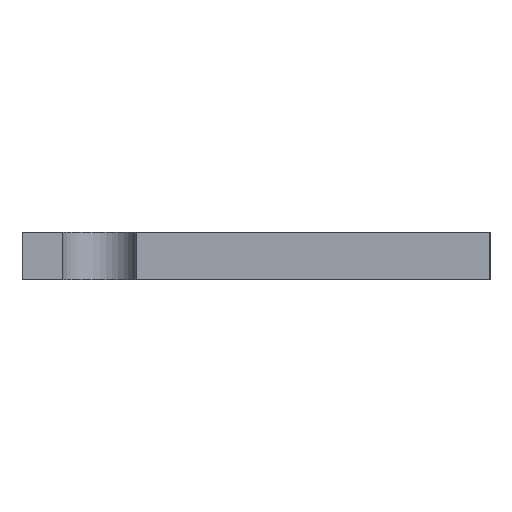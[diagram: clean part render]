
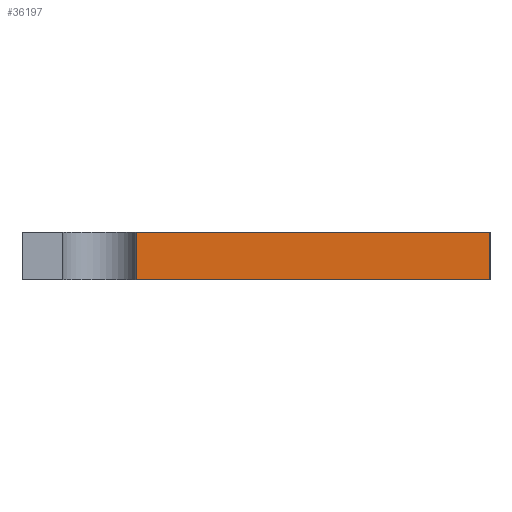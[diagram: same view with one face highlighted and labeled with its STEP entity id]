
A CAD part, left-side view. The second image highlights one B-rep face of the part: STEP entity #36197.
In plain terms, the highlighted planar face has unit normal (-1, 0, 0).
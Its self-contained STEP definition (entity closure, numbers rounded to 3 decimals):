
#2877 = DIRECTION ( 'NONE',  ( 0., 0., -1. ) ) ;
#4588 = CARTESIAN_POINT ( 'NONE',  ( 0.1, 21.811, 2.9 ) ) ;
#7012 = VECTOR ( 'NONE', #15603, 1000. ) ;
#8348 = DIRECTION ( 'NONE',  ( 1., 0., 0. ) ) ;
#9972 = VECTOR ( 'NONE', #32914, 1000. ) ;
#10899 = EDGE_LOOP ( 'NONE', ( #38433, #19652, #16163, #28668 ) ) ;
#12016 = CARTESIAN_POINT ( 'NONE',  ( 0.1, 21.811, 0. ) ) ;
#12499 = CARTESIAN_POINT ( 'NONE',  ( 0.1, 21.811, 2.9 ) ) ;
#12651 = VECTOR ( 'NONE', #29410, 1000. ) ;
#14913 = CARTESIAN_POINT ( 'NONE',  ( 0.1, 0.1, 2.9 ) ) ;
#15603 = DIRECTION ( 'NONE',  ( 0., -1., 0. ) ) ;
#16163 = ORIENTED_EDGE ( 'NONE', *, *, #26018, .F. ) ;
#17086 = CARTESIAN_POINT ( 'NONE',  ( 0.1, 21.811, 2.9 ) ) ;
#18087 = VERTEX_POINT ( 'NONE', #21368 ) ;
#19652 = ORIENTED_EDGE ( 'NONE', *, *, #23256, .F. ) ;
#20354 = VECTOR ( 'NONE', #2877, 1000. ) ;
#20466 = FACE_OUTER_BOUND ( 'NONE', #10899, .T. ) ;
#21368 = CARTESIAN_POINT ( 'NONE',  ( 0.1, 21.811, 2.9 ) ) ;
#22288 = CARTESIAN_POINT ( 'NONE',  ( 0.1, 0.1, 0. ) ) ;
#22356 = EDGE_CURVE ( 'NONE', #33175, #35216, #24429, .T. ) ;
#22493 = LINE ( 'NONE', #12499, #7012 ) ;
#23256 = EDGE_CURVE ( 'NONE', #35212, #35216, #27110, .T. ) ;
#23485 = DIRECTION ( 'NONE',  ( 0., 1., 0. ) ) ;
#23513 = AXIS2_PLACEMENT_3D ( 'NONE', #17086, #8348, #23485 ) ;
#24101 = EDGE_CURVE ( 'NONE', #18087, #33175, #27381, .T. ) ;
#24429 = LINE ( 'NONE', #12016, #9972 ) ;
#25688 = CARTESIAN_POINT ( 'NONE',  ( 0.1, 0.1, 2.9 ) ) ;
#26018 = EDGE_CURVE ( 'NONE', #18087, #35212, #22493, .T. ) ;
#27110 = LINE ( 'NONE', #14913, #12651 ) ;
#27381 = LINE ( 'NONE', #4588, #20354 ) ;
#28668 = ORIENTED_EDGE ( 'NONE', *, *, #24101, .T. ) ;
#29410 = DIRECTION ( 'NONE',  ( 0., 0., -1. ) ) ;
#30955 = PLANE ( 'NONE',  #23513 ) ;
#32914 = DIRECTION ( 'NONE',  ( 0., -1., 0. ) ) ;
#33175 = VERTEX_POINT ( 'NONE', #35124 ) ;
#35124 = CARTESIAN_POINT ( 'NONE',  ( 0.1, 21.811, 0. ) ) ;
#35212 = VERTEX_POINT ( 'NONE', #25688 ) ;
#35216 = VERTEX_POINT ( 'NONE', #22288 ) ;
#36197 = ADVANCED_FACE ( 'NONE', ( #20466 ), #30955, .F. ) ;
#38433 = ORIENTED_EDGE ( 'NONE', *, *, #22356, .T. ) ;
